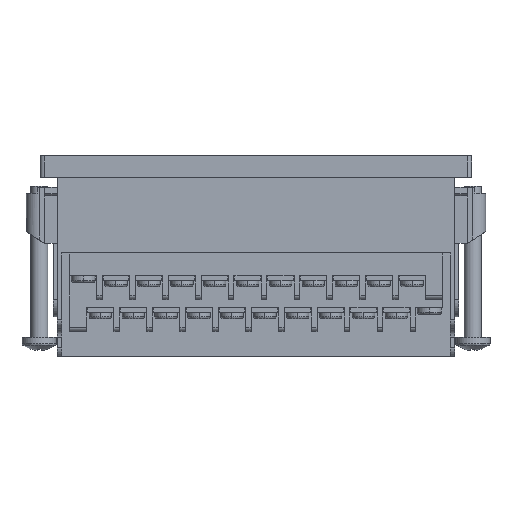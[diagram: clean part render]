
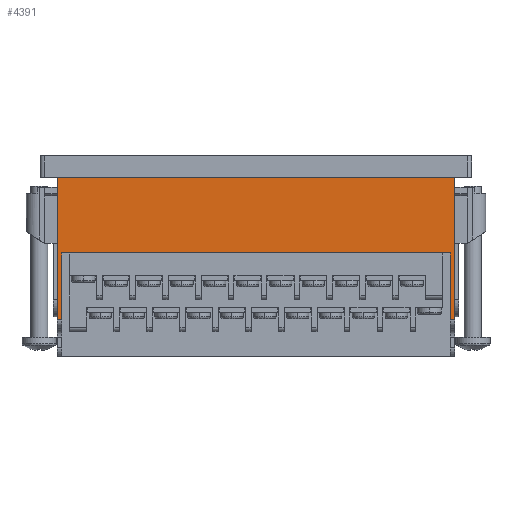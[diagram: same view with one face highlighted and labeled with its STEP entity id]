
A CAD part, front view. The second image highlights one B-rep face of the part: STEP entity #4391.
In plain terms, the highlighted planar face has unit normal (0, -1, 0).
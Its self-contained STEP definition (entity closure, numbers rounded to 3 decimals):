
#1222 = EDGE_CURVE ( 'NONE', #57659, #36943, #53691, .T. ) ;
#1505 = CARTESIAN_POINT ( 'NONE',  ( -45., -46., -22.5 ) ) ;
#2273 = DIRECTION ( 'NONE',  ( 0., 0., -1. ) ) ;
#3399 = DIRECTION ( 'NONE',  ( 0., 0., 1. ) ) ;
#3582 = EDGE_CURVE ( 'NONE', #29235, #10153, #48991, .T. ) ;
#4391 = ADVANCED_FACE ( 'NONE', ( #39750 ), #11505, .F. ) ;
#4709 = EDGE_CURVE ( 'NONE', #48900, #29235, #28249, .T. ) ;
#6126 = DIRECTION ( 'NONE',  ( 0., 0., 1. ) ) ;
#7113 = DIRECTION ( 'NONE',  ( 0., 1., 0. ) ) ;
#7677 = EDGE_CURVE ( 'NONE', #40905, #39262, #16495, .T. ) ;
#10153 = VERTEX_POINT ( 'NONE', #38618 ) ;
#11505 = PLANE ( 'NONE',  #41173 ) ;
#12398 = LINE ( 'NONE', #57852, #35141 ) ;
#12565 = CARTESIAN_POINT ( 'NONE',  ( 46., -46., -38. ) ) ;
#12663 = ORIENTED_EDGE ( 'NONE', *, *, #48416, .T. ) ;
#12752 = DIRECTION ( 'NONE',  ( -1., 0., 0. ) ) ;
#13681 = CARTESIAN_POINT ( 'NONE',  ( 46., -46., -38. ) ) ;
#14129 = VECTOR ( 'NONE', #57228, 1000. ) ;
#15626 = CARTESIAN_POINT ( 'NONE',  ( -46., -46., -3. ) ) ;
#15783 = LINE ( 'NONE', #24881, #26400 ) ;
#16495 = LINE ( 'NONE', #12565, #24252 ) ;
#18211 = DIRECTION ( 'NONE',  ( -1., 0., 0. ) ) ;
#19616 = CARTESIAN_POINT ( 'NONE',  ( 46., -46., -22.5 ) ) ;
#20307 = VECTOR ( 'NONE', #18211, 1000. ) ;
#20388 = EDGE_CURVE ( 'NONE', #36943, #28484, #15783, .T. ) ;
#23244 = CARTESIAN_POINT ( 'NONE',  ( 46., -46., -46.5 ) ) ;
#23996 = DIRECTION ( 'NONE',  ( -1., 0., 0. ) ) ;
#24252 = VECTOR ( 'NONE', #12752, 1000. ) ;
#24603 = ORIENTED_EDGE ( 'NONE', *, *, #4709, .F. ) ;
#24881 = CARTESIAN_POINT ( 'NONE',  ( -45., -46., -46.5 ) ) ;
#25168 = CARTESIAN_POINT ( 'NONE',  ( 46., -46., -38. ) ) ;
#25553 = CARTESIAN_POINT ( 'NONE',  ( 48., -46., -3. ) ) ;
#26400 = VECTOR ( 'NONE', #2273, 1000. ) ;
#26563 = ORIENTED_EDGE ( 'NONE', *, *, #44655, .F. ) ;
#26675 = CARTESIAN_POINT ( 'NONE',  ( 45., -46., -38. ) ) ;
#26849 = EDGE_CURVE ( 'NONE', #28484, #48900, #44544, .T. ) ;
#26946 = VECTOR ( 'NONE', #27820, 1000. ) ;
#27820 = DIRECTION ( 'NONE',  ( 0., 0., 1. ) ) ;
#28044 = VECTOR ( 'NONE', #23996, 1000. ) ;
#28249 = LINE ( 'NONE', #51245, #51035 ) ;
#28377 = LINE ( 'NONE', #23244, #26946 ) ;
#28484 = VERTEX_POINT ( 'NONE', #44099 ) ;
#29235 = VERTEX_POINT ( 'NONE', #15626 ) ;
#33575 = ORIENTED_EDGE ( 'NONE', *, *, #26849, .F. ) ;
#34339 = CARTESIAN_POINT ( 'NONE',  ( 46., -46., -46.5 ) ) ;
#35141 = VECTOR ( 'NONE', #3399, 1000. ) ;
#36943 = VERTEX_POINT ( 'NONE', #1505 ) ;
#38618 = CARTESIAN_POINT ( 'NONE',  ( 46., -46., -3. ) ) ;
#38865 = DIRECTION ( 'NONE',  ( 0., 0., 1. ) ) ;
#39262 = VERTEX_POINT ( 'NONE', #26675 ) ;
#39750 = FACE_OUTER_BOUND ( 'NONE', #41687, .T. ) ;
#40113 = CARTESIAN_POINT ( 'NONE',  ( 45., -46., -22.5 ) ) ;
#40905 = VERTEX_POINT ( 'NONE', #25168 ) ;
#40911 = CARTESIAN_POINT ( 'NONE',  ( -46., -46., -38. ) ) ;
#41173 = AXIS2_PLACEMENT_3D ( 'NONE', #34339, #7113, #38865 ) ;
#41687 = EDGE_LOOP ( 'NONE', ( #26563, #48735, #12663, #45015, #24603, #33575, #50943, #53348 ) ) ;
#44099 = CARTESIAN_POINT ( 'NONE',  ( -45., -46., -38. ) ) ;
#44544 = LINE ( 'NONE', #13681, #20307 ) ;
#44655 = EDGE_CURVE ( 'NONE', #39262, #57659, #12398, .T. ) ;
#45015 = ORIENTED_EDGE ( 'NONE', *, *, #3582, .F. ) ;
#48416 = EDGE_CURVE ( 'NONE', #40905, #10153, #28377, .T. ) ;
#48735 = ORIENTED_EDGE ( 'NONE', *, *, #7677, .F. ) ;
#48900 = VERTEX_POINT ( 'NONE', #40911 ) ;
#48991 = LINE ( 'NONE', #25553, #14129 ) ;
#50943 = ORIENTED_EDGE ( 'NONE', *, *, #20388, .F. ) ;
#51035 = VECTOR ( 'NONE', #6126, 1000. ) ;
#51245 = CARTESIAN_POINT ( 'NONE',  ( -46., -46., -46.5 ) ) ;
#53348 = ORIENTED_EDGE ( 'NONE', *, *, #1222, .F. ) ;
#53691 = LINE ( 'NONE', #19616, #28044 ) ;
#57228 = DIRECTION ( 'NONE',  ( 1., 0., 0. ) ) ;
#57659 = VERTEX_POINT ( 'NONE', #40113 ) ;
#57852 = CARTESIAN_POINT ( 'NONE',  ( 45., -46., -46.5 ) ) ;
